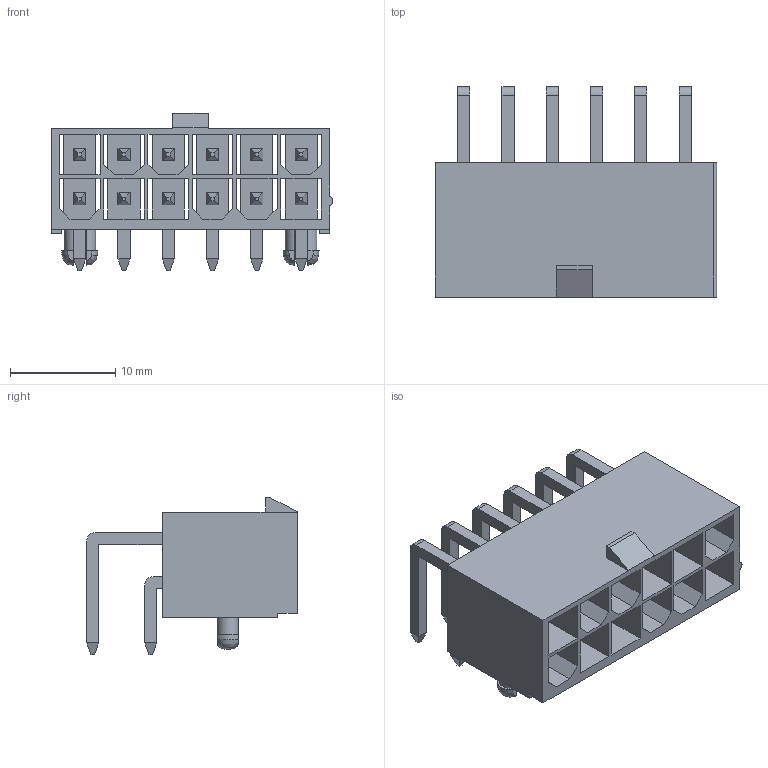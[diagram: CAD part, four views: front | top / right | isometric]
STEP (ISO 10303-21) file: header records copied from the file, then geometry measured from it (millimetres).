
FILE_DESCRIPTION(/* description */ ('Unknown'),/* implementation_level */ '2;1');
FILE_NAME(/* name */ '649012227222',/* time_stamp */ '2019-08-14T15:32:27+02:00',/* author */ ('Unknown'),/* organization */ ('Unknown'),/* preprocessor_version */ 'ST-DEVELOPER v16.7',/* originating_system */ 'DEX',/* authorisation */ $);
FILE_SCHEMA (('AUTOMOTIVE_DESIGN {1 0 10303 214 3 1 1}'));
Length unit declared in the file: millimetre
Products named in the file (4): 6490xx227222; 649012227222; 6490xx227222_PIN; 6490xx227222_PIN_BIS
Assembly tree (13 placements, depth 2):
  6490xx227222
    649012227222
    6490xx227222_PIN  x6
    6490xx227222_PIN_BIS  x6
Bounding box: 26.7 x 19.97 x 14.9 mm (x, y, z)
Volume: 1749.1 mm3; surface area: 5118.7 mm2
Topology: 13 solids, 13 shells, 477 faces, 1203 edges, 750 vertices
Faces by surface type: plane 448, cylinder 17, bspline 12
Entity records: 10087 total; most frequent: CARTESIAN_POINT 2212, ORIENTED_EDGE 1666, DIRECTION 1413, EDGE_CURVE 833, LINE 775, VECTOR 775, VERTEX_POINT 530, EDGE_LOOP 377
